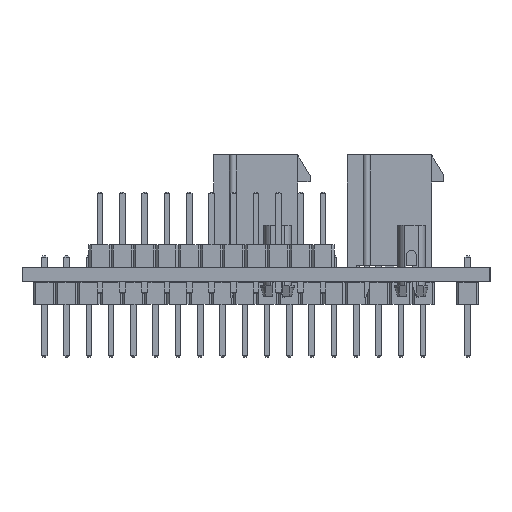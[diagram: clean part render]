
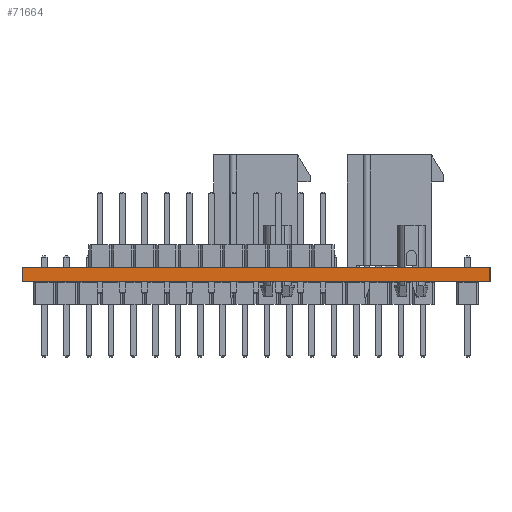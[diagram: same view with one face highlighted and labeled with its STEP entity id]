
A CAD part, left-side view. The second image highlights one B-rep face of the part: STEP entity #71664.
In plain terms, the highlighted planar face has unit normal (-1, 0, 0).
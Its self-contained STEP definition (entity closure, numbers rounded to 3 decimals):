
#68091 = VERTEX_POINT('',#68092);
#68092 = CARTESIAN_POINT('',(0.,53.34,0.));
#68098 = EDGE_CURVE('',#68099,#68091,#68101,.T.);
#68099 = VERTEX_POINT('',#68100);
#68100 = CARTESIAN_POINT('',(0.,-0.,0.));
#68101 = LINE('',#68102,#68103);
#68102 = CARTESIAN_POINT('',(0.,-0.,0.));
#68103 = VECTOR('',#68104,1.);
#68104 = DIRECTION('',(0.,1.,0.));
#69864 = VERTEX_POINT('',#69865);
#69865 = CARTESIAN_POINT('',(0.,53.34,1.6));
#69871 = EDGE_CURVE('',#69872,#69864,#69874,.T.);
#69872 = VERTEX_POINT('',#69873);
#69873 = CARTESIAN_POINT('',(0.,0.,1.6));
#69874 = LINE('',#69875,#69876);
#69875 = CARTESIAN_POINT('',(0.,0.,1.6));
#69876 = VECTOR('',#69877,1.);
#69877 = DIRECTION('',(0.,1.,0.));
#71634 = EDGE_CURVE('',#68091,#69864,#71635,.T.);
#71635 = LINE('',#71636,#71637);
#71636 = CARTESIAN_POINT('',(0.,53.34,0.));
#71637 = VECTOR('',#71638,1.);
#71638 = DIRECTION('',(0.,0.,1.));
#71664 = ADVANCED_FACE('',(#71665),#71676,.T.);
#71665 = FACE_BOUND('',#71666,.T.);
#71666 = EDGE_LOOP('',(#71667,#71673,#71674,#71675));
#71667 = ORIENTED_EDGE('',*,*,#71668,.T.);
#71668 = EDGE_CURVE('',#68099,#69872,#71669,.T.);
#71669 = LINE('',#71670,#71671);
#71670 = CARTESIAN_POINT('',(0.,-0.,0.));
#71671 = VECTOR('',#71672,1.);
#71672 = DIRECTION('',(0.,0.,1.));
#71673 = ORIENTED_EDGE('',*,*,#69871,.T.);
#71674 = ORIENTED_EDGE('',*,*,#71634,.F.);
#71675 = ORIENTED_EDGE('',*,*,#68098,.F.);
#71676 = PLANE('',#71677);
#71677 = AXIS2_PLACEMENT_3D('',#71678,#71679,#71680);
#71678 = CARTESIAN_POINT('',(0.,0.,0.));
#71679 = DIRECTION('',(-1.,0.,0.));
#71680 = DIRECTION('',(0.,1.,0.));
